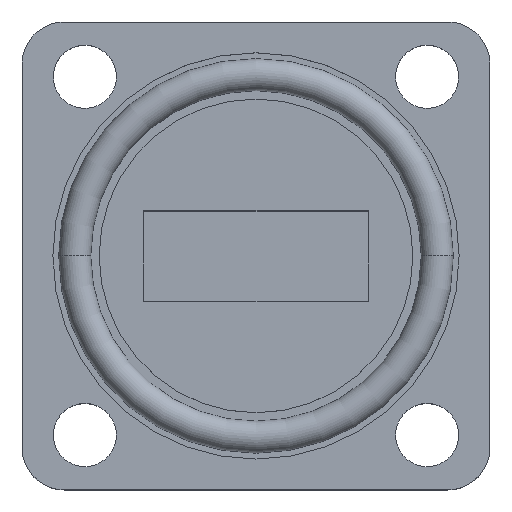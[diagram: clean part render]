
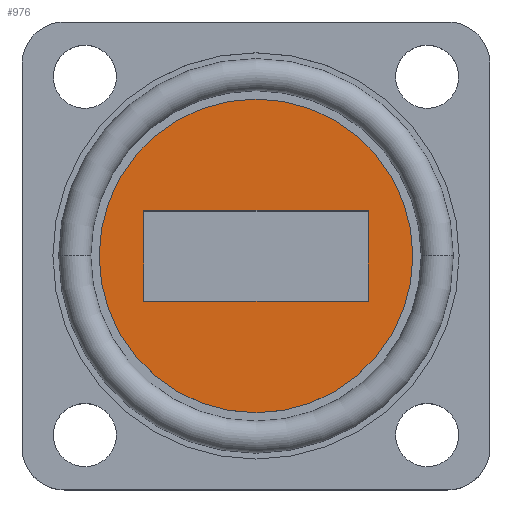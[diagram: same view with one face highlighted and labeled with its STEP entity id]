
A CAD part, top view. The second image highlights one B-rep face of the part: STEP entity #976.
In plain terms, the highlighted planar face has unit normal (0, 0, 1).
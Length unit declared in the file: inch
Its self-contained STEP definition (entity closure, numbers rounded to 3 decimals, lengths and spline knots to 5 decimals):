
#59 = EDGE_LOOP ( 'NONE', ( #1012, #769, #346, #1330 ) ) ;
#91 = LINE ( 'NONE', #537, #889 ) ;
#107 = CIRCLE ( 'NONE', #1062, 0.29331 ) ;
#114 = CARTESIAN_POINT ( 'NONE',  ( -0.29331, 0., 0. ) ) ;
#116 = LINE ( 'NONE', #1250, #1340 ) ;
#158 = EDGE_CURVE ( 'NONE', #160, #297, #478, .T. ) ;
#160 = VERTEX_POINT ( 'NONE', #114 ) ;
#167 = AXIS2_PLACEMENT_3D ( 'NONE', #319, #938, #214 ) ;
#193 = DIRECTION ( 'NONE',  ( 0., 1., 0. ) ) ;
#200 = FACE_BOUND ( 'NONE', #59, .T. ) ;
#210 = CARTESIAN_POINT ( 'NONE',  ( -0.21, 0.085, 0. ) ) ;
#214 = DIRECTION ( 'NONE',  ( -1., 0., 0. ) ) ;
#277 = VERTEX_POINT ( 'NONE', #875 ) ;
#281 = VECTOR ( 'NONE', #786, 39.37008 ) ;
#295 = CARTESIAN_POINT ( 'NONE',  ( 0.21, 0.085, 0. ) ) ;
#297 = VERTEX_POINT ( 'NONE', #1201 ) ;
#319 = CARTESIAN_POINT ( 'NONE',  ( 0., 0., 0. ) ) ;
#346 = ORIENTED_EDGE ( 'NONE', *, *, #448, .F. ) ;
#374 = LINE ( 'NONE', #479, #281 ) ;
#400 = DIRECTION ( 'NONE',  ( 1., 0., 0. ) ) ;
#448 = EDGE_CURVE ( 'NONE', #700, #1356, #374, .T. ) ;
#454 = VECTOR ( 'NONE', #728, 39.37008 ) ;
#478 = CIRCLE ( 'NONE', #1197, 0.29331 ) ;
#479 = CARTESIAN_POINT ( 'NONE',  ( -0.21, -0.085, 0. ) ) ;
#514 = EDGE_LOOP ( 'NONE', ( #923, #686 ) ) ;
#528 = PLANE ( 'NONE',  #167 ) ;
#537 = CARTESIAN_POINT ( 'NONE',  ( -0.21, -0.085, 0. ) ) ;
#546 = EDGE_CURVE ( 'NONE', #1183, #277, #1227, .T. ) ;
#561 = DIRECTION ( 'NONE',  ( 0., 0., 1. ) ) ;
#600 = EDGE_CURVE ( 'NONE', #297, #160, #107, .T. ) ;
#615 = DIRECTION ( 'NONE',  ( 0., 0., 1. ) ) ;
#686 = ORIENTED_EDGE ( 'NONE', *, *, #158, .T. ) ;
#700 = VERTEX_POINT ( 'NONE', #1181 ) ;
#728 = DIRECTION ( 'NONE',  ( -1., 0., 0. ) ) ;
#766 = CARTESIAN_POINT ( 'NONE',  ( 0.21, -0.085, 0. ) ) ;
#769 = ORIENTED_EDGE ( 'NONE', *, *, #941, .F. ) ;
#786 = DIRECTION ( 'NONE',  ( 1., 0., 0. ) ) ;
#836 = FACE_OUTER_BOUND ( 'NONE', #514, .T. ) ;
#875 = CARTESIAN_POINT ( 'NONE',  ( -0.21, 0.085, 0. ) ) ;
#889 = VECTOR ( 'NONE', #1025, 39.37008 ) ;
#923 = ORIENTED_EDGE ( 'NONE', *, *, #600, .T. ) ;
#938 = DIRECTION ( 'NONE',  ( 0., 0., -1. ) ) ;
#941 = EDGE_CURVE ( 'NONE', #1356, #1183, #116, .T. ) ;
#963 = EDGE_CURVE ( 'NONE', #277, #700, #91, .T. ) ;
#976 = ADVANCED_FACE ( 'NONE', ( #200, #836 ), #528, .F. ) ;
#1012 = ORIENTED_EDGE ( 'NONE', *, *, #546, .F. ) ;
#1025 = DIRECTION ( 'NONE',  ( 0., -1., 0. ) ) ;
#1048 = DIRECTION ( 'NONE',  ( 1., 0., 0. ) ) ;
#1062 = AXIS2_PLACEMENT_3D ( 'NONE', #1143, #615, #400 ) ;
#1143 = CARTESIAN_POINT ( 'NONE',  ( 0., 0., 0. ) ) ;
#1159 = CARTESIAN_POINT ( 'NONE',  ( 0., 0., 0. ) ) ;
#1181 = CARTESIAN_POINT ( 'NONE',  ( -0.21, -0.085, 0. ) ) ;
#1183 = VERTEX_POINT ( 'NONE', #295 ) ;
#1197 = AXIS2_PLACEMENT_3D ( 'NONE', #1159, #561, #1048 ) ;
#1201 = CARTESIAN_POINT ( 'NONE',  ( 0.29331, 0., 0. ) ) ;
#1227 = LINE ( 'NONE', #210, #454 ) ;
#1250 = CARTESIAN_POINT ( 'NONE',  ( 0.21, -0.085, 0. ) ) ;
#1330 = ORIENTED_EDGE ( 'NONE', *, *, #963, .F. ) ;
#1340 = VECTOR ( 'NONE', #193, 39.37008 ) ;
#1356 = VERTEX_POINT ( 'NONE', #766 ) ;
